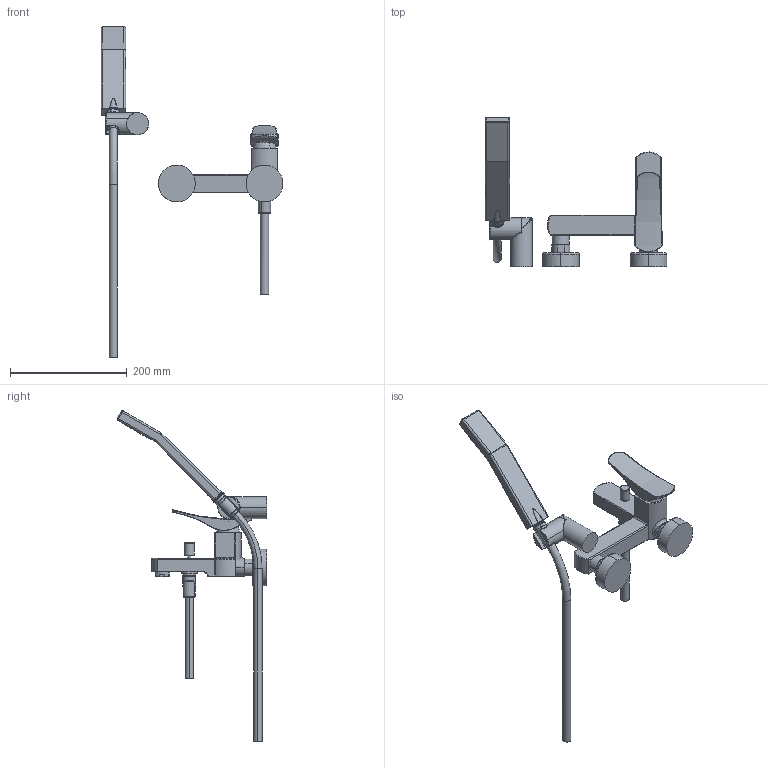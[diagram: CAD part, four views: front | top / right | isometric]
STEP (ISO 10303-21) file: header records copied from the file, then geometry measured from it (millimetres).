
FILE_DESCRIPTION(('CATIA V5 STEP Exchange','CAx-IF Rec.Pracs.--- Model Styling and Organization---1.5--- 2016-08-15','CAx-IF Rec.Pracs.---Supplemental Geometry---1.0---2011-11-01','CAx-IF Rec.Pracs.--- Composite Materials ---3.4---2017-06-13','CAx-IF Rec.Pracs.---Tessellated 3D Geometry---1.0---2015-12-17'),'2;1');
FILE_NAME('RA000120.stp','2025-05-15T12:35:27+00:00',('none'),('none'),'CATIA Version 5-6 Release 2020 SP3','CATIA V5 STEP AP242 v2','none');
FILE_SCHEMA(('AP242_MANAGED_MODEL_BASED_3D_ENGINEERING_MIM_LF {1 0 10303 442 1 1 4}'));
Length unit declared in the file: millimetre
Products named in the file (1): RA000120
Bounding box: 311.15 x 255.67 x 565.4 mm (x, y, z)
Volume: 1018950.8 mm3; surface area: 197147.6 mm2
Topology: 48 solids, 50 shells, 1497 faces, 3510 edges, 2000 vertices
Faces by surface type: cylinder 556, plane 556, sphere 180, cone 71, torus 68, bspline 65, extrusion 1
Entity records: 43908 total; most frequent: CARTESIAN_POINT 13376, ORIENTED_EDGE 6648, DIRECTION 5075, EDGE_CURVE 3324, AXIS2_PLACEMENT_3D 2345, VERTEX_POINT 2000, VECTOR 1722, LINE 1721
